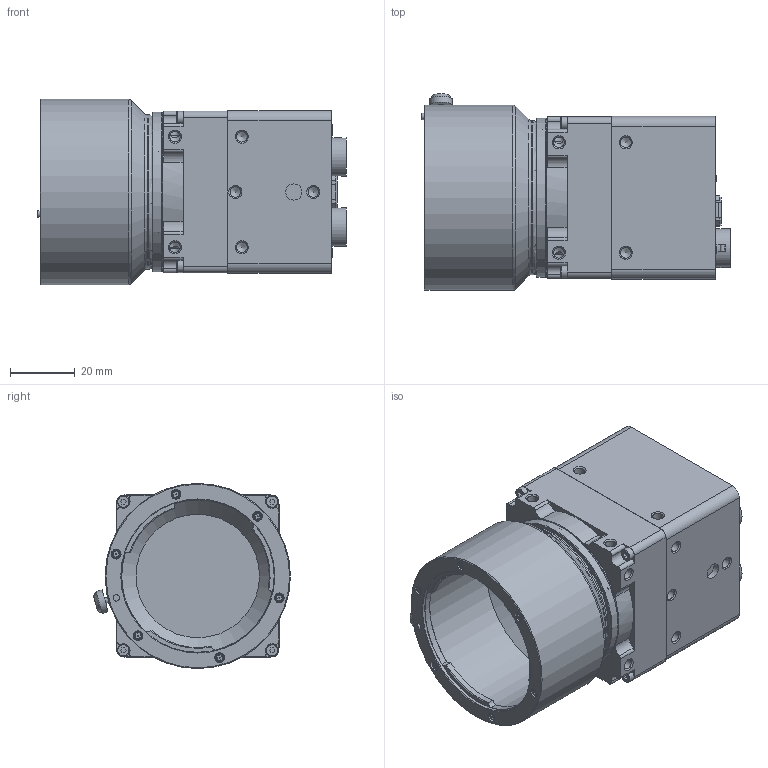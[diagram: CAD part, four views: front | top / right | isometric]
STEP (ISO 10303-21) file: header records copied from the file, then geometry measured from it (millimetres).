
FILE_DESCRIPTION( ( 'STEP AP214' ), '1' );
FILE_NAME( 'BALLUFF BVS CA-GX2-0315ZG-1Q1120-001.stp', '2022-02-11T09:33:07', ( 'License CC BY-ND 4.0' ), ( 'CADENAS' ), ' ', 'PARTsolutions', ' ' );
FILE_SCHEMA( ( 'AUTOMOTIVE_DESIGN { 1 0 10303 214 1 1 1 1 }' ) );
Length unit declared in the file: millimetre
Products named in the file (3): BALLUFF BVS CA-GX2-0315ZG-1Q1120-001; _BALLUFF GX212_housing; _BALLUFF GX2Q_lensholder
Assembly tree (2 placements, depth 2):
  BALLUFF BVS CA-GX2-0315ZG-1Q1120-001
    _BALLUFF GX212_housing
    _BALLUFF GX2Q_lensholder
Bounding box: 95.1 x 60.55 x 57 mm (x, y, z)
Volume: 149442.8 mm3; surface area: 42968.5 mm2
Topology: 2 solids, 2 shells, 831 faces, 2024 edges, 1314 vertices
Faces by surface type: plane 559, cylinder 186, cone 67, torus 13, bspline 6
Full cylindrical faces by diameter (mm): 0.7 x24, 1.9 x1, 2 x5, 2.2 x1, 3 x12, 3.2 x6, 3.242 x18, 3.8 x4, 4.976 x1, 7 x1, 7.7 x2, 10 x2, 11.9 x2, 14 x2, 14.5 x2, 38 x1, 47 x1, 47.5 x2, 49 x2, 57 x1
Entity records: 30058 total; most frequent: CARTESIAN_POINT 4422, DIRECTION 3922, ORIENTED_EDGE 3628, EDGE_CURVE 1814, AXIS2_PLACEMENT_3D 1339, VERTEX_POINT 1271, LINE 1244, VECTOR 1244
